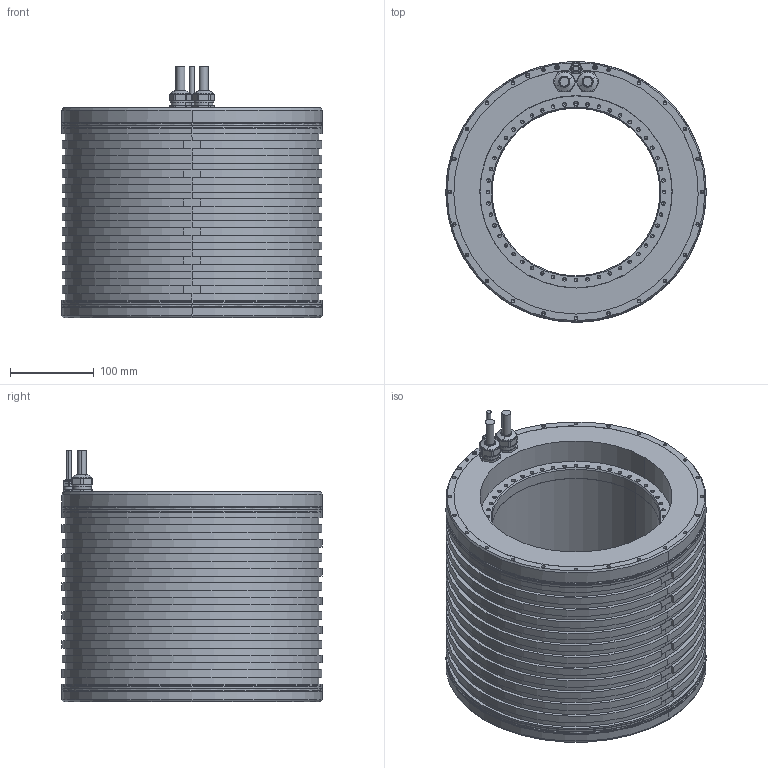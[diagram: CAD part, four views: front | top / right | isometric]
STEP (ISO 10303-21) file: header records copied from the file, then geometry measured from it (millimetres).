
FILE_DESCRIPTION((''),'2;1');
FILE_NAME('PRT0001','2016-06-14T',('ch5533'),(''),'PRO/ENGINEER BY PARAMETRIC TECHNOLOGY CORPORATION, 2014000','PRO/ENGINEER BY PARAMETRIC TECHNOLOGY CORPORATION, 2014000','');
FILE_SCHEMA(('CONFIG_CONTROL_DESIGN'));
Length unit declared in the file: millimetre
Products named in the file (1): PRT0001
Bounding box: 310 x 310 x 299.8 mm (x, y, z)
Volume: 10037200.8 mm3; surface area: 931546.9 mm2
Topology: 4 solids, 14 shells, 1089 faces, 2660 edges, 1484 vertices
Faces by surface type: cylinder 502, cone 358, plane 165, torus 52, revolution 8, sphere 4
Entity records: 37992 total; most frequent: DIRECTION 5721, CARTESIAN_POINT 5630, ORIENTED_EDGE 4740, EDGE_CURVE 2370, AXIS2_PLACEMENT_3D 2320, VERTEX_POINT 1484, EDGE_LOOP 1290, CIRCLE 1239
